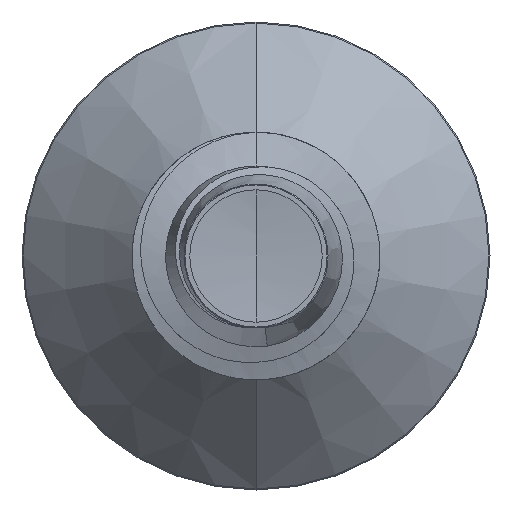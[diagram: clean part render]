
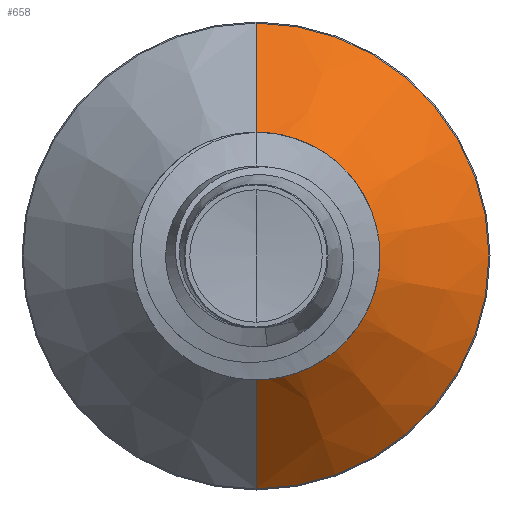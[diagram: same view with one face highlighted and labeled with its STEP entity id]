
A CAD part, front view. The second image highlights one B-rep face of the part: STEP entity #658.
In plain terms, the highlighted conical face has half-angle 45 degrees and reference radius 0.841 mm.
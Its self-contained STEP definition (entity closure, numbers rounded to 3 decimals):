
#20 = ORIENTED_EDGE ( 'NONE', *, *, #3783, .T. ) ;
#322 = CARTESIAN_POINT ( 'NONE',  ( 0., 2.291, -0.841 ) ) ;
#658 = ADVANCED_FACE ( 'NONE', ( #4322 ), #4111, .T. ) ;
#925 = VERTEX_POINT ( 'NONE', #7350 ) ;
#1122 = DIRECTION ( 'NONE',  ( 0., 0., 1. ) ) ;
#1130 = DIRECTION ( 'NONE',  ( 0., 1., 0. ) ) ;
#1135 = CARTESIAN_POINT ( 'NONE',  ( 0., 3.142, 0. ) ) ;
#1441 = CARTESIAN_POINT ( 'NONE',  ( 0., 2.291, -0.841 ) ) ;
#1980 = VERTEX_POINT ( 'NONE', #6639 ) ;
#2125 = VERTEX_POINT ( 'NONE', #6625 ) ;
#2163 = ORIENTED_EDGE ( 'NONE', *, *, #6082, .T. ) ;
#2231 = DIRECTION ( 'NONE',  ( 0., 0.707, -0.707 ) ) ;
#2997 = ORIENTED_EDGE ( 'NONE', *, *, #4476, .F. ) ;
#3783 = EDGE_CURVE ( 'NONE', #1980, #4770, #7798, .T. ) ;
#4111 = CONICAL_SURFACE ( 'NONE', #6044, 0.841, 0.785 ) ;
#4218 = DIRECTION ( 'NONE',  ( 0., 0., 1. ) ) ;
#4225 = DIRECTION ( 'NONE',  ( 0., 1., 0. ) ) ;
#4235 = CARTESIAN_POINT ( 'NONE',  ( 0., 2.291, 0. ) ) ;
#4303 = LINE ( 'NONE', #1441, #5929 ) ;
#4322 = FACE_OUTER_BOUND ( 'NONE', #5947, .T. ) ;
#4476 = EDGE_CURVE ( 'NONE', #2125, #925, #5234, .T. ) ;
#4653 = CARTESIAN_POINT ( 'NONE',  ( 0., 2.291, 0.841 ) ) ;
#4669 = DIRECTION ( 'NONE',  ( 0., 0., 1. ) ) ;
#4770 = VERTEX_POINT ( 'NONE', #322 ) ;
#5005 = VECTOR ( 'NONE', #6918, 1000. ) ;
#5234 = CIRCLE ( 'NONE', #5589, 1.692 ) ;
#5589 = AXIS2_PLACEMENT_3D ( 'NONE', #1135, #1130, #1122 ) ;
#5929 = VECTOR ( 'NONE', #2231, 1000. ) ;
#5947 = EDGE_LOOP ( 'NONE', ( #20, #2163, #2997, #7631 ) ) ;
#6044 = AXIS2_PLACEMENT_3D ( 'NONE', #6256, #6332, #4669 ) ;
#6082 = EDGE_CURVE ( 'NONE', #4770, #925, #4303, .T. ) ;
#6256 = CARTESIAN_POINT ( 'NONE',  ( 0., 2.291, 0. ) ) ;
#6332 = DIRECTION ( 'NONE',  ( 0., 1., 0. ) ) ;
#6625 = CARTESIAN_POINT ( 'NONE',  ( 0., 3.142, 1.692 ) ) ;
#6639 = CARTESIAN_POINT ( 'NONE',  ( 0., 2.291, 0.841 ) ) ;
#6834 = AXIS2_PLACEMENT_3D ( 'NONE', #4235, #4225, #4218 ) ;
#6918 = DIRECTION ( 'NONE',  ( 0., 0.707, 0.707 ) ) ;
#7350 = CARTESIAN_POINT ( 'NONE',  ( 0., 3.142, -1.692 ) ) ;
#7570 = LINE ( 'NONE', #4653, #5005 ) ;
#7631 = ORIENTED_EDGE ( 'NONE', *, *, #7808, .F. ) ;
#7798 = CIRCLE ( 'NONE', #6834, 0.841 ) ;
#7808 = EDGE_CURVE ( 'NONE', #1980, #2125, #7570, .T. ) ;
